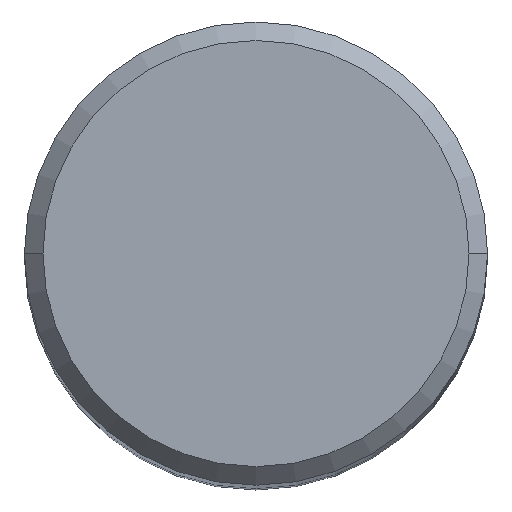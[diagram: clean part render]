
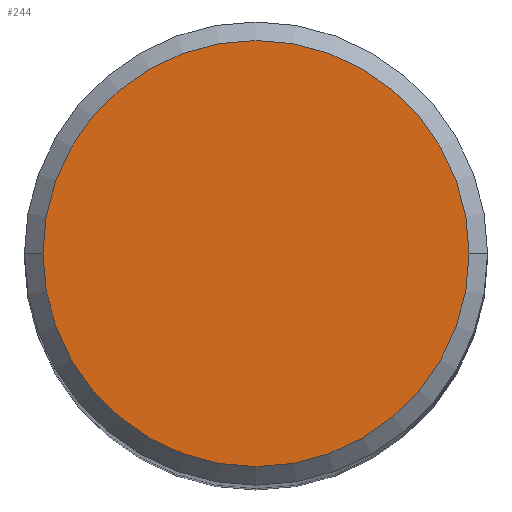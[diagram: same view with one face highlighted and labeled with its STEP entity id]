
A CAD part, top view. The second image highlights one B-rep face of the part: STEP entity #244.
In plain terms, the highlighted planar face has unit normal (0, 0, 1).
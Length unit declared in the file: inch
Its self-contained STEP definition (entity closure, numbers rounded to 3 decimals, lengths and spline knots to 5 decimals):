
#27 = DIRECTION ( 'NONE',  ( 0., 0., 1. ) ) ;
#31 = EDGE_LOOP ( 'NONE', ( #86, #83 ) ) ;
#32 = CARTESIAN_POINT ( 'NONE',  ( -0.23, 0., 0. ) ) ;
#42 = VERTEX_POINT ( 'NONE', #482 ) ;
#44 = AXIS2_PLACEMENT_3D ( 'NONE', #221, #261, #490 ) ;
#49 = VERTEX_POINT ( 'NONE', #32 ) ;
#83 = ORIENTED_EDGE ( 'NONE', *, *, #411, .T. ) ;
#86 = ORIENTED_EDGE ( 'NONE', *, *, #449, .T. ) ;
#107 = CARTESIAN_POINT ( 'NONE',  ( 0., 0., 0. ) ) ;
#113 = AXIS2_PLACEMENT_3D ( 'NONE', #458, #161, #201 ) ;
#161 = DIRECTION ( 'NONE',  ( 0., 0., -1. ) ) ;
#174 = CIRCLE ( 'NONE', #190, 0.23 ) ;
#190 = AXIS2_PLACEMENT_3D ( 'NONE', #107, #27, #331 ) ;
#201 = DIRECTION ( 'NONE',  ( -1., 0., 0. ) ) ;
#221 = CARTESIAN_POINT ( 'NONE',  ( 0., 0., 0. ) ) ;
#244 = ADVANCED_FACE ( 'NONE', ( #317 ), #462, .F. ) ;
#261 = DIRECTION ( 'NONE',  ( 0., 0., 1. ) ) ;
#317 = FACE_OUTER_BOUND ( 'NONE', #31, .T. ) ;
#331 = DIRECTION ( 'NONE',  ( 1., 0., 0. ) ) ;
#411 = EDGE_CURVE ( 'NONE', #42, #49, #455, .T. ) ;
#449 = EDGE_CURVE ( 'NONE', #49, #42, #174, .T. ) ;
#455 = CIRCLE ( 'NONE', #44, 0.23 ) ;
#458 = CARTESIAN_POINT ( 'NONE',  ( 0., 0.23, 0. ) ) ;
#462 = PLANE ( 'NONE',  #113 ) ;
#482 = CARTESIAN_POINT ( 'NONE',  ( 0.23, 0., 0. ) ) ;
#490 = DIRECTION ( 'NONE',  ( 1., 0., 0. ) ) ;
